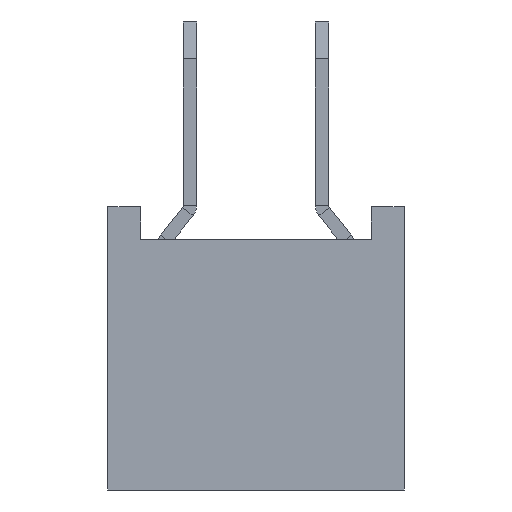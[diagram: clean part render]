
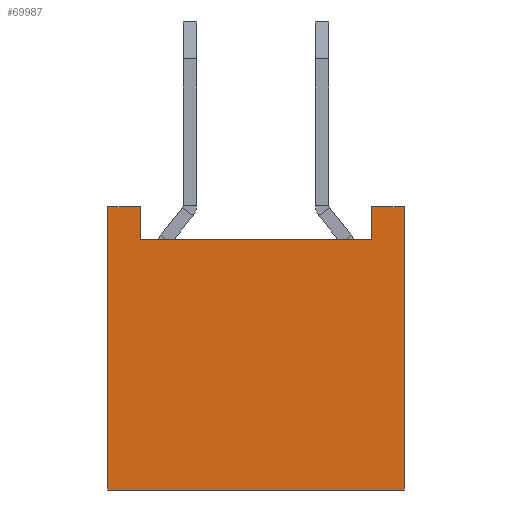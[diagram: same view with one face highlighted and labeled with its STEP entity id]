
A CAD part, left-side view. The second image highlights one B-rep face of the part: STEP entity #69987.
In plain terms, the highlighted planar face has unit normal (-1, 0, 0).
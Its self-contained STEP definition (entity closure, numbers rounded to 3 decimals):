
#112 = DIRECTION ( 'NONE',  ( 1., 0., 0. ) ) ;
#2820 = VERTEX_POINT ( 'NONE', #78086 ) ;
#4150 = CARTESIAN_POINT ( 'NONE',  ( -10.25, 1.75, 3.8 ) ) ;
#6593 = LINE ( 'NONE', #67088, #55525 ) ;
#6733 = LINE ( 'NONE', #59840, #75932 ) ;
#6795 = EDGE_CURVE ( 'NONE', #54095, #11605, #55315, .T. ) ;
#7924 = PLANE ( 'NONE',  #62403 ) ;
#8335 = DIRECTION ( 'NONE',  ( 0., 0., -1. ) ) ;
#11605 = VERTEX_POINT ( 'NONE', #55277 ) ;
#17034 = ORIENTED_EDGE ( 'NONE', *, *, #6795, .F. ) ;
#17327 = EDGE_CURVE ( 'NONE', #19817, #67318, #6593, .T. ) ;
#17632 = CARTESIAN_POINT ( 'NONE',  ( -10.25, -2.25, 4.3 ) ) ;
#17701 = LINE ( 'NONE', #51213, #28958 ) ;
#19653 = DIRECTION ( 'NONE',  ( 0., 0., 1. ) ) ;
#19817 = VERTEX_POINT ( 'NONE', #50164 ) ;
#19996 = ORIENTED_EDGE ( 'NONE', *, *, #32581, .F. ) ;
#22937 = EDGE_CURVE ( 'NONE', #2820, #54204, #17701, .T. ) ;
#23530 = VERTEX_POINT ( 'NONE', #60219 ) ;
#24593 = DIRECTION ( 'NONE',  ( 0., -1., 0. ) ) ;
#26747 = DIRECTION ( 'NONE',  ( 0., 0., -1. ) ) ;
#28958 = VECTOR ( 'NONE', #64718, 1000. ) ;
#32576 = EDGE_LOOP ( 'NONE', ( #60606, #40882, #49552, #17034, #19996, #37669, #85335, #75822 ) ) ;
#32581 = EDGE_CURVE ( 'NONE', #77473, #54095, #49761, .T. ) ;
#37669 = ORIENTED_EDGE ( 'NONE', *, *, #58298, .T. ) ;
#40882 = ORIENTED_EDGE ( 'NONE', *, *, #17327, .F. ) ;
#41158 = CARTESIAN_POINT ( 'NONE',  ( -10.25, -2.25, 0. ) ) ;
#44105 = VECTOR ( 'NONE', #63607, 1000. ) ;
#47971 = FACE_OUTER_BOUND ( 'NONE', #32576, .T. ) ;
#48902 = VECTOR ( 'NONE', #8335, 1000. ) ;
#49552 = ORIENTED_EDGE ( 'NONE', *, *, #63795, .F. ) ;
#49761 = LINE ( 'NONE', #76330, #77167 ) ;
#50164 = CARTESIAN_POINT ( 'NONE',  ( -10.25, -1.75, 3.8 ) ) ;
#51213 = CARTESIAN_POINT ( 'NONE',  ( -10.25, -2.25, 0. ) ) ;
#54095 = VERTEX_POINT ( 'NONE', #60757 ) ;
#54204 = VERTEX_POINT ( 'NONE', #41158 ) ;
#54416 = VECTOR ( 'NONE', #57245, 1000. ) ;
#55277 = CARTESIAN_POINT ( 'NONE',  ( -10.25, 1.75, 3.8 ) ) ;
#55315 = LINE ( 'NONE', #75791, #48902 ) ;
#55525 = VECTOR ( 'NONE', #19653, 1000. ) ;
#55647 = EDGE_CURVE ( 'NONE', #67318, #23530, #58967, .T. ) ;
#57245 = DIRECTION ( 'NONE',  ( 0., -1., 0. ) ) ;
#58298 = EDGE_CURVE ( 'NONE', #77473, #2820, #75824, .T. ) ;
#58967 = LINE ( 'NONE', #17632, #65933 ) ;
#59840 = CARTESIAN_POINT ( 'NONE',  ( -10.25, -2.25, 4.3 ) ) ;
#60219 = CARTESIAN_POINT ( 'NONE',  ( -10.25, -2.25, 4.3 ) ) ;
#60606 = ORIENTED_EDGE ( 'NONE', *, *, #55647, .F. ) ;
#60757 = CARTESIAN_POINT ( 'NONE',  ( -10.25, 1.75, 4.3 ) ) ;
#61027 = DIRECTION ( 'NONE',  ( 0., 0., -1. ) ) ;
#62403 = AXIS2_PLACEMENT_3D ( 'NONE', #72826, #112, #61027 ) ;
#63607 = DIRECTION ( 'NONE',  ( 0., 0., -1. ) ) ;
#63773 = LINE ( 'NONE', #4150, #54416 ) ;
#63795 = EDGE_CURVE ( 'NONE', #11605, #19817, #63773, .T. ) ;
#64031 = CARTESIAN_POINT ( 'NONE',  ( -10.25, -1.75, 4.3 ) ) ;
#64718 = DIRECTION ( 'NONE',  ( 0., -1., 0. ) ) ;
#65933 = VECTOR ( 'NONE', #24593, 1000. ) ;
#66233 = CARTESIAN_POINT ( 'NONE',  ( -10.25, 2.25, 4.3 ) ) ;
#67088 = CARTESIAN_POINT ( 'NONE',  ( -10.25, -1.75, 4.3 ) ) ;
#67318 = VERTEX_POINT ( 'NONE', #64031 ) ;
#69706 = CARTESIAN_POINT ( 'NONE',  ( -10.25, 2.25, 4.3 ) ) ;
#69987 = ADVANCED_FACE ( 'NONE', ( #47971 ), #7924, .F. ) ;
#72826 = CARTESIAN_POINT ( 'NONE',  ( -10.25, -2.25, 4.3 ) ) ;
#75791 = CARTESIAN_POINT ( 'NONE',  ( -10.25, 1.75, 4.3 ) ) ;
#75822 = ORIENTED_EDGE ( 'NONE', *, *, #83196, .F. ) ;
#75824 = LINE ( 'NONE', #69706, #44105 ) ;
#75932 = VECTOR ( 'NONE', #26747, 1000. ) ;
#76330 = CARTESIAN_POINT ( 'NONE',  ( -10.25, -2.25, 4.3 ) ) ;
#77167 = VECTOR ( 'NONE', #82845, 1000. ) ;
#77473 = VERTEX_POINT ( 'NONE', #66233 ) ;
#78086 = CARTESIAN_POINT ( 'NONE',  ( -10.25, 2.25, 0. ) ) ;
#82845 = DIRECTION ( 'NONE',  ( 0., -1., 0. ) ) ;
#83196 = EDGE_CURVE ( 'NONE', #23530, #54204, #6733, .T. ) ;
#85335 = ORIENTED_EDGE ( 'NONE', *, *, #22937, .T. ) ;
